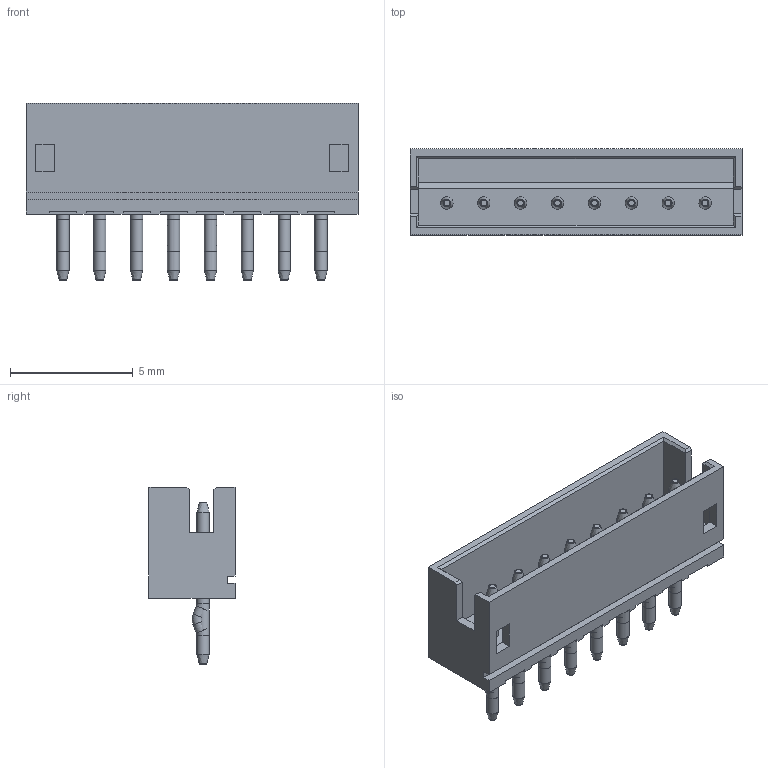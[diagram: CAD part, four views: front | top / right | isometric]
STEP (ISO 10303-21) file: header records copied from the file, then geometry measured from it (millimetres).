
FILE_DESCRIPTION(/* description */ ('Unknown'),/* implementation_level */ '2;1');
FILE_NAME(/* name */ '64800811622',/* time_stamp */ '2018-11-05T16:38:27+01:00',/* author */ ('Unknown'),/* organization */ ('Unknown'),/* preprocessor_version */ 'ST-DEVELOPER v16.7',/* originating_system */ 'DEX',/* authorisation */ $);
FILE_SCHEMA (('AUTOMOTIVE_DESIGN {1 0 10303 214 3 1 1}'));
Length unit declared in the file: millimetre
Products named in the file (4): 6480xx11622; 64800811622; 6480xx11622_PIN; 6480xx11622_PIN2
Assembly tree (17 placements, depth 2):
  6480xx11622
    64800811622
    6480xx11622_PIN  x8
    6480xx11622_PIN2  x8
Bounding box: 13.5 x 3.5 x 7.2 mm (x, y, z)
Volume: 117.6 mm3; surface area: 531 mm2
Topology: 17 solids, 17 shells, 274 faces, 656 edges, 416 vertices
Faces by surface type: plane 138, torus 56, cylinder 48, cone 32
Full cylindrical faces by diameter (mm): 0.5 x48
Entity records: 4258 total; most frequent: CARTESIAN_POINT 724, ORIENTED_EDGE 676, DIRECTION 676, EDGE_CURVE 338, LINE 304, VECTOR 304, VERTEX_POINT 234, AXIS2_PLACEMENT_3D 186
